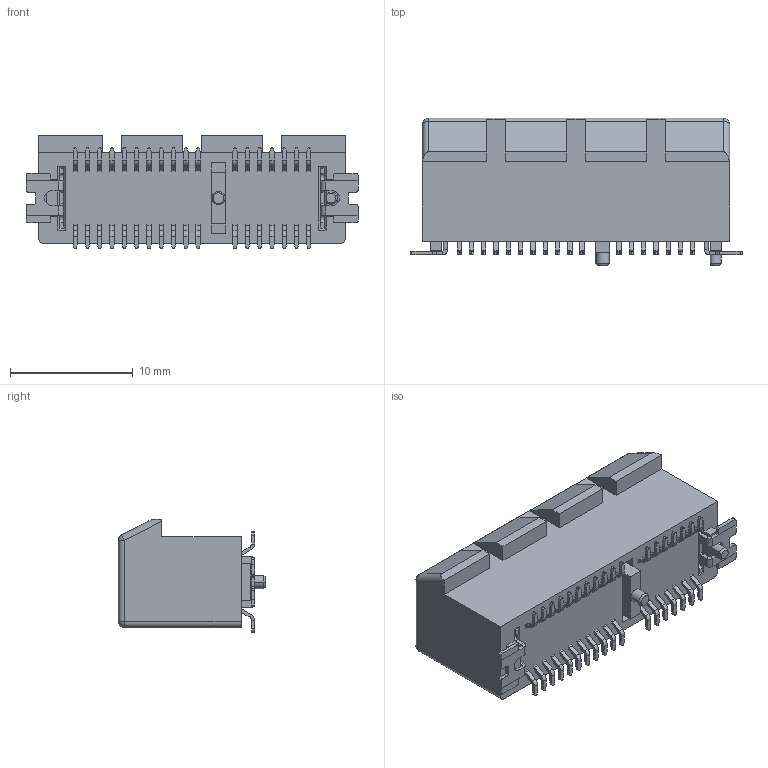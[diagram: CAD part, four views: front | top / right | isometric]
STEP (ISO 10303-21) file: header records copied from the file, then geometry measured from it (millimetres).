
FILE_DESCRIPTION((''),'2;1');
FILE_NAME('SMT_POST_36_ASM','2016-01-14T',('User'),(''),'PRO/ENGINEER BY PARAMETRIC TECHNOLOGY CORPORATION, 2007090','PRO/ENGINEER BY PARAMETRIC TECHNOLOGY CORPORATION, 2007090','');
FILE_SCHEMA(('AUTOMOTIVE_DESIGN_CC2 { 1 2 10303 214 -1 1 5 2 }'));
Length unit declared in the file: millimetre
Products named in the file (4): PCI-E_POST_36; PRT0032; PAD; SMT_POST_36_ASM
Assembly tree (39 placements, depth 2):
  SMT_POST_36_ASM
    PCI-E_POST_36
    PRT0032  x36
    PAD  x2
Bounding box: 27 x 12 x 9.2 mm (x, y, z)
Volume: 1659.7 mm3; surface area: 1890 mm2
Topology: 75 solids, 75 shells, 1570 faces, 3676 edges, 2258 vertices
Faces by surface type: plane 932, cylinder 342, bspline 288, cone 4, sphere 4
Entity records: 8359 total; most frequent: CARTESIAN_POINT 1412, DIRECTION 1089, ORIENTED_EDGE 1050, PRESENTATION_STYLE_ASSIGNMENT 529, STYLED_ITEM 529, CURVE_STYLE 525, EDGE_CURVE 525, VECTOR 405
